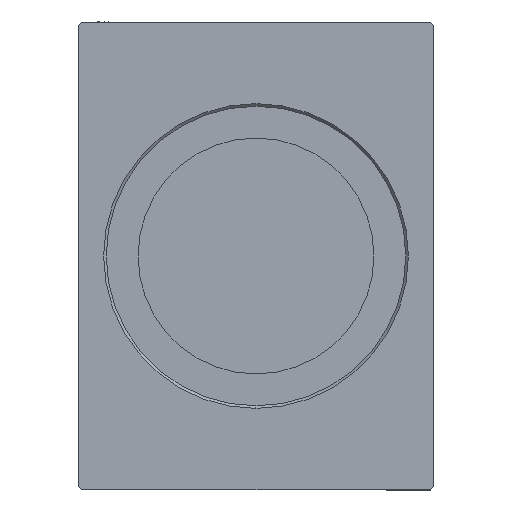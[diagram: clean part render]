
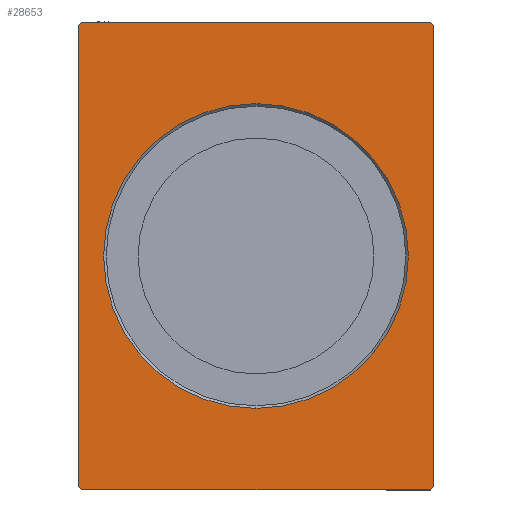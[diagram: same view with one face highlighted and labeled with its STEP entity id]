
A CAD part, left-side view. The second image highlights one B-rep face of the part: STEP entity #28653.
In plain terms, the highlighted planar face has unit normal (-1, 0, 0).
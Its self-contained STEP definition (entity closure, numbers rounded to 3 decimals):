
#485 = EDGE_LOOP ( 'NONE', ( #4804, #9442, #35208, #15339, #21221, #8446, #15571, #26823 ) ) ;
#801 = VECTOR ( 'NONE', #3843, 1000. ) ;
#866 = PLANE ( 'NONE',  #34015 ) ;
#1954 = CARTESIAN_POINT ( 'NONE',  ( 0., 47.5, 61.5 ) ) ;
#2082 = CARTESIAN_POINT ( 'NONE',  ( 0., 0., 40.7 ) ) ;
#2530 = DIRECTION ( 'NONE',  ( 0., -0.707, 0.707 ) ) ;
#2936 = CARTESIAN_POINT ( 'NONE',  ( 0., -46.5, 62.5 ) ) ;
#3361 = DIRECTION ( 'NONE',  ( 1., 0., 0. ) ) ;
#3843 = DIRECTION ( 'NONE',  ( 0., 0.707, -0.707 ) ) ;
#4804 = ORIENTED_EDGE ( 'NONE', *, *, #19294, .F. ) ;
#5231 = CARTESIAN_POINT ( 'NONE',  ( 0., -46.5, 62.5 ) ) ;
#5527 = VERTEX_POINT ( 'NONE', #33409 ) ;
#6353 = CARTESIAN_POINT ( 'NONE',  ( 0., 0., 0. ) ) ;
#6613 = VERTEX_POINT ( 'NONE', #5231 ) ;
#6825 = CARTESIAN_POINT ( 'NONE',  ( 0., -47.5, -61.5 ) ) ;
#6973 = DIRECTION ( 'NONE',  ( 0., 0., -1. ) ) ;
#8446 = ORIENTED_EDGE ( 'NONE', *, *, #24258, .F. ) ;
#8640 = LINE ( 'NONE', #38098, #18299 ) ;
#8972 = AXIS2_PLACEMENT_3D ( 'NONE', #6353, #3361, #19370 ) ;
#9442 = ORIENTED_EDGE ( 'NONE', *, *, #18788, .F. ) ;
#9480 = EDGE_CURVE ( 'NONE', #18601, #18921, #23676, .T. ) ;
#10234 = FACE_OUTER_BOUND ( 'NONE', #485, .T. ) ;
#10643 = CARTESIAN_POINT ( 'NONE',  ( 0., 0., 0. ) ) ;
#10942 = CIRCLE ( 'NONE', #19165, 40.7 ) ;
#11109 = EDGE_CURVE ( 'NONE', #40664, #5527, #24869, .T. ) ;
#11878 = VERTEX_POINT ( 'NONE', #14403 ) ;
#12610 = CARTESIAN_POINT ( 'NONE',  ( 0., 46.5, 62.5 ) ) ;
#14274 = DIRECTION ( 'NONE',  ( 1., 0., 0. ) ) ;
#14403 = CARTESIAN_POINT ( 'NONE',  ( 0., -47.5, 61.5 ) ) ;
#15103 = DIRECTION ( 'NONE',  ( 0., 0., -1. ) ) ;
#15152 = DIRECTION ( 'NONE',  ( 0., -0.707, -0.707 ) ) ;
#15175 = EDGE_CURVE ( 'NONE', #29613, #6613, #29062, .T. ) ;
#15339 = ORIENTED_EDGE ( 'NONE', *, *, #26273, .F. ) ;
#15571 = ORIENTED_EDGE ( 'NONE', *, *, #35412, .F. ) ;
#16075 = VERTEX_POINT ( 'NONE', #36878 ) ;
#16178 = VERTEX_POINT ( 'NONE', #2082 ) ;
#17052 = EDGE_LOOP ( 'NONE', ( #32684, #24339 ) ) ;
#17420 = CARTESIAN_POINT ( 'NONE',  ( 0., -47.5, -61.5 ) ) ;
#18008 = CARTESIAN_POINT ( 'NONE',  ( 0., -46.5, -62.5 ) ) ;
#18299 = VECTOR ( 'NONE', #25098, 1000. ) ;
#18601 = VERTEX_POINT ( 'NONE', #17420 ) ;
#18788 = EDGE_CURVE ( 'NONE', #5527, #39239, #36590, .T. ) ;
#18921 = VERTEX_POINT ( 'NONE', #18008 ) ;
#19165 = AXIS2_PLACEMENT_3D ( 'NONE', #21514, #31946, #15103 ) ;
#19223 = VECTOR ( 'NONE', #30838, 1000. ) ;
#19294 = EDGE_CURVE ( 'NONE', #39239, #29613, #38381, .T. ) ;
#19370 = DIRECTION ( 'NONE',  ( 0., 0., -1. ) ) ;
#20996 = CARTESIAN_POINT ( 'NONE',  ( 0., 47.5, -61.5 ) ) ;
#21221 = ORIENTED_EDGE ( 'NONE', *, *, #9480, .F. ) ;
#21514 = CARTESIAN_POINT ( 'NONE',  ( 0., 0., 0. ) ) ;
#21882 = VECTOR ( 'NONE', #2530, 1000. ) ;
#21923 = CARTESIAN_POINT ( 'NONE',  ( 0., 46.5, -62.5 ) ) ;
#22245 = DIRECTION ( 'NONE',  ( 0., -1., 0. ) ) ;
#23676 = LINE ( 'NONE', #6825, #801 ) ;
#23837 = VECTOR ( 'NONE', #6973, 1000. ) ;
#24258 = EDGE_CURVE ( 'NONE', #11878, #18601, #29173, .T. ) ;
#24339 = ORIENTED_EDGE ( 'NONE', *, *, #36520, .T. ) ;
#24869 = LINE ( 'NONE', #37866, #19223 ) ;
#25098 = DIRECTION ( 'NONE',  ( 0., 1., 0. ) ) ;
#25268 = VECTOR ( 'NONE', #37009, 1000. ) ;
#26273 = EDGE_CURVE ( 'NONE', #18921, #40664, #8640, .T. ) ;
#26823 = ORIENTED_EDGE ( 'NONE', *, *, #15175, .F. ) ;
#27102 = FACE_BOUND ( 'NONE', #17052, .T. ) ;
#28653 = ADVANCED_FACE ( 'NONE', ( #27102, #10234 ), #866, .F. ) ;
#29062 = LINE ( 'NONE', #12610, #34008 ) ;
#29173 = LINE ( 'NONE', #32789, #23837 ) ;
#29385 = LINE ( 'NONE', #2936, #41666 ) ;
#29613 = VERTEX_POINT ( 'NONE', #37968 ) ;
#30838 = DIRECTION ( 'NONE',  ( 0., 0.707, 0.707 ) ) ;
#31756 = CARTESIAN_POINT ( 'NONE',  ( 0., 47.5, 61.5 ) ) ;
#31946 = DIRECTION ( 'NONE',  ( 1., 0., 0. ) ) ;
#32684 = ORIENTED_EDGE ( 'NONE', *, *, #33806, .T. ) ;
#32789 = CARTESIAN_POINT ( 'NONE',  ( 0., -47.5, 61.5 ) ) ;
#33409 = CARTESIAN_POINT ( 'NONE',  ( 0., 47.5, -61.5 ) ) ;
#33543 = CIRCLE ( 'NONE', #8972, 40.7 ) ;
#33806 = EDGE_CURVE ( 'NONE', #16178, #16075, #10942, .T. ) ;
#34008 = VECTOR ( 'NONE', #22245, 1000. ) ;
#34015 = AXIS2_PLACEMENT_3D ( 'NONE', #10643, #14274, #39704 ) ;
#35208 = ORIENTED_EDGE ( 'NONE', *, *, #11109, .F. ) ;
#35412 = EDGE_CURVE ( 'NONE', #6613, #11878, #29385, .T. ) ;
#36520 = EDGE_CURVE ( 'NONE', #16075, #16178, #33543, .T. ) ;
#36590 = LINE ( 'NONE', #20996, #25268 ) ;
#36878 = CARTESIAN_POINT ( 'NONE',  ( 0., 0., -40.7 ) ) ;
#37009 = DIRECTION ( 'NONE',  ( 0., 0., 1. ) ) ;
#37866 = CARTESIAN_POINT ( 'NONE',  ( 0., 46.5, -62.5 ) ) ;
#37968 = CARTESIAN_POINT ( 'NONE',  ( 0., 46.5, 62.5 ) ) ;
#38098 = CARTESIAN_POINT ( 'NONE',  ( 0., -46.5, -62.5 ) ) ;
#38381 = LINE ( 'NONE', #31756, #21882 ) ;
#39239 = VERTEX_POINT ( 'NONE', #1954 ) ;
#39704 = DIRECTION ( 'NONE',  ( 0., 0., -1. ) ) ;
#40664 = VERTEX_POINT ( 'NONE', #21923 ) ;
#41666 = VECTOR ( 'NONE', #15152, 1000. ) ;
